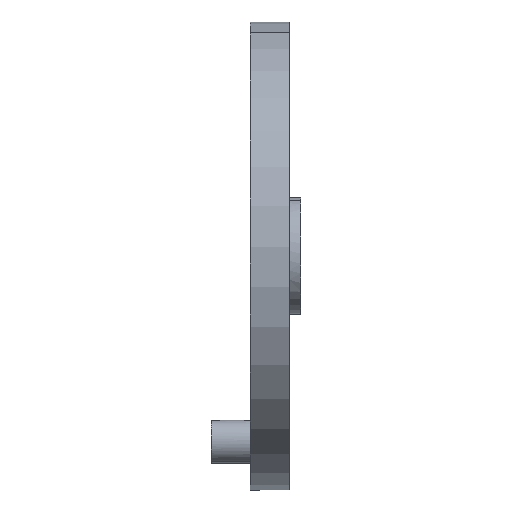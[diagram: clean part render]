
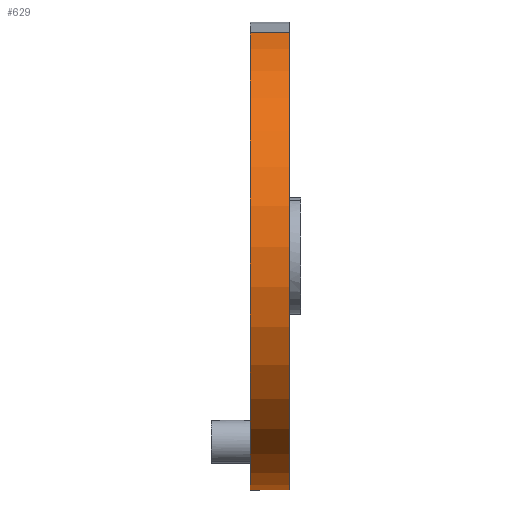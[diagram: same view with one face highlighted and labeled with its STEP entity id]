
A CAD part, left-side view. The second image highlights one B-rep face of the part: STEP entity #629.
In plain terms, the highlighted cylindrical face has radius 30 mm (diameter 60 mm), a partial arc.
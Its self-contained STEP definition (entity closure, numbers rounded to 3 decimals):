
#97 = LINE ( 'NONE', #296, #1447 ) ;
#104 = VERTEX_POINT ( 'NONE', #233 ) ;
#122 = DIRECTION ( 'NONE',  ( 0., 1., 0. ) ) ;
#129 = CYLINDRICAL_SURFACE ( 'NONE', #960, 30. ) ;
#180 = ORIENTED_EDGE ( 'NONE', *, *, #1037, .F. ) ;
#223 = CARTESIAN_POINT ( 'NONE',  ( 3.276, 46.674, 83.763 ) ) ;
#226 = DIRECTION ( 'NONE',  ( 0., 1., 0. ) ) ;
#231 = VERTEX_POINT ( 'NONE', #598 ) ;
#233 = CARTESIAN_POINT ( 'NONE',  ( 21.535, 51.674, 26.609 ) ) ;
#295 = ORIENTED_EDGE ( 'NONE', *, *, #569, .T. ) ;
#296 = CARTESIAN_POINT ( 'NONE',  ( 3.276, 46.674, 83.763 ) ) ;
#363 = CARTESIAN_POINT ( 'NONE',  ( 3.276, 51.674, 83.763 ) ) ;
#436 = EDGE_CURVE ( 'NONE', #814, #552, #97, .T. ) ;
#497 = AXIS2_PLACEMENT_3D ( 'NONE', #810, #226, #816 ) ;
#500 = ORIENTED_EDGE ( 'NONE', *, *, #436, .T. ) ;
#521 = AXIS2_PLACEMENT_3D ( 'NONE', #1429, #982, #851 ) ;
#552 = VERTEX_POINT ( 'NONE', #363 ) ;
#569 = EDGE_CURVE ( 'NONE', #231, #814, #1276, .T. ) ;
#580 = EDGE_CURVE ( 'NONE', #231, #104, #1257, .T. ) ;
#598 = CARTESIAN_POINT ( 'NONE',  ( 21.535, 46.674, 26.609 ) ) ;
#629 = ADVANCED_FACE ( 'NONE', ( #690 ), #129, .T. ) ;
#690 = FACE_OUTER_BOUND ( 'NONE', #1269, .T. ) ;
#802 = ORIENTED_EDGE ( 'NONE', *, *, #580, .F. ) ;
#810 = CARTESIAN_POINT ( 'NONE',  ( 12.406, 46.674, 55.186 ) ) ;
#814 = VERTEX_POINT ( 'NONE', #223 ) ;
#816 = DIRECTION ( 'NONE',  ( -0.304, 0., 0.953 ) ) ;
#851 = DIRECTION ( 'NONE',  ( -0.304, 0., 0.953 ) ) ;
#883 = DIRECTION ( 'NONE',  ( 0., 1., 0. ) ) ;
#960 = AXIS2_PLACEMENT_3D ( 'NONE', #1024, #1150, #1497 ) ;
#982 = DIRECTION ( 'NONE',  ( 0., 1., 0. ) ) ;
#1024 = CARTESIAN_POINT ( 'NONE',  ( 12.406, 46.674, 55.186 ) ) ;
#1032 = CARTESIAN_POINT ( 'NONE',  ( 21.535, 46.674, 26.609 ) ) ;
#1037 = EDGE_CURVE ( 'NONE', #104, #552, #1442, .T. ) ;
#1054 = VECTOR ( 'NONE', #122, 1000. ) ;
#1150 = DIRECTION ( 'NONE',  ( 0., 1., 0. ) ) ;
#1257 = LINE ( 'NONE', #1032, #1054 ) ;
#1269 = EDGE_LOOP ( 'NONE', ( #802, #295, #500, #180 ) ) ;
#1276 = CIRCLE ( 'NONE', #497, 30. ) ;
#1429 = CARTESIAN_POINT ( 'NONE',  ( 12.406, 51.674, 55.186 ) ) ;
#1442 = CIRCLE ( 'NONE', #521, 30. ) ;
#1447 = VECTOR ( 'NONE', #883, 1000. ) ;
#1497 = DIRECTION ( 'NONE',  ( -0.304, 0., 0.953 ) ) ;
